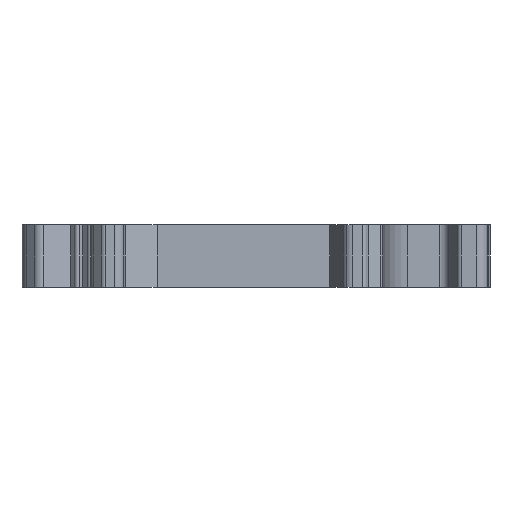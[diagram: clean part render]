
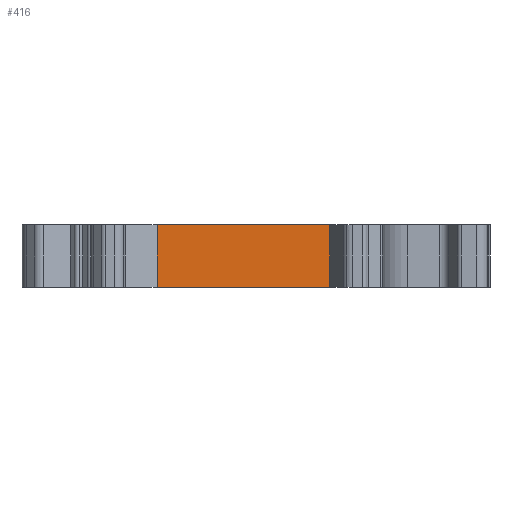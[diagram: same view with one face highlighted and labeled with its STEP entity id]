
A CAD part, left-side view. The second image highlights one B-rep face of the part: STEP entity #416.
In plain terms, the highlighted planar face has unit normal (-1, 0, 0).
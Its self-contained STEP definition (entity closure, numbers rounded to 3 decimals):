
#416=ADVANCED_FACE('',(#712),#547,.T.);
#547=PLANE('',#4018);
#712=FACE_OUTER_BOUND('',#897,.T.);
#897=EDGE_LOOP('',(#1603,#1604,#1605,#1606));
#1603=ORIENTED_EDGE('',*,*,#2855,.F.);
#1604=ORIENTED_EDGE('',*,*,#2856,.F.);
#1605=ORIENTED_EDGE('',*,*,#2854,.T.);
#1606=ORIENTED_EDGE('',*,*,#2525,.T.);
#2157=VERTEX_POINT('',#5358);
#2158=VERTEX_POINT('',#5360);
#2376=VERTEX_POINT('',#6075);
#2377=VERTEX_POINT('',#6079);
#2525=EDGE_CURVE('',#2158,#2157,#3054,.T.);
#2854=EDGE_CURVE('',#2376,#2158,#3268,.T.);
#2855=EDGE_CURVE('',#2377,#2157,#3269,.T.);
#2856=EDGE_CURVE('',#2376,#2377,#3270,.T.);
#3054=LINE('',#5359,#3441);
#3268=LINE('',#6076,#3657);
#3269=LINE('',#6078,#3658);
#3270=LINE('',#6080,#3659);
#3441=VECTOR('',#4208,1.);
#3657=VECTOR('',#4864,1.);
#3658=VECTOR('',#4867,1.);
#3659=VECTOR('',#4868,1.);
#4018=AXIS2_PLACEMENT_3D('',#6081,#4869,#4870);
#4208=DIRECTION('',(0.,1.,0.));
#4864=DIRECTION('',(0.,0.,1.));
#4867=DIRECTION('',(0.,0.,1.));
#4868=DIRECTION('',(0.,1.,0.));
#4869=DIRECTION('',(-1.,0.,0.));
#4870=DIRECTION('',(0.,0.,1.));
#5358=CARTESIAN_POINT('',(-52.997,18.414,0.));
#5359=CARTESIAN_POINT('',(-52.997,1.594,0.));
#5360=CARTESIAN_POINT('',(-52.997,1.594,0.));
#6075=CARTESIAN_POINT('',(-52.997,1.594,-6.1));
#6076=CARTESIAN_POINT('',(-52.997,1.594,0.));
#6078=CARTESIAN_POINT('',(-52.997,18.414,0.));
#6079=CARTESIAN_POINT('',(-52.997,18.414,-6.1));
#6080=CARTESIAN_POINT('',(-52.997,1.594,-6.1));
#6081=CARTESIAN_POINT('',(-52.997,1.594,0.));
